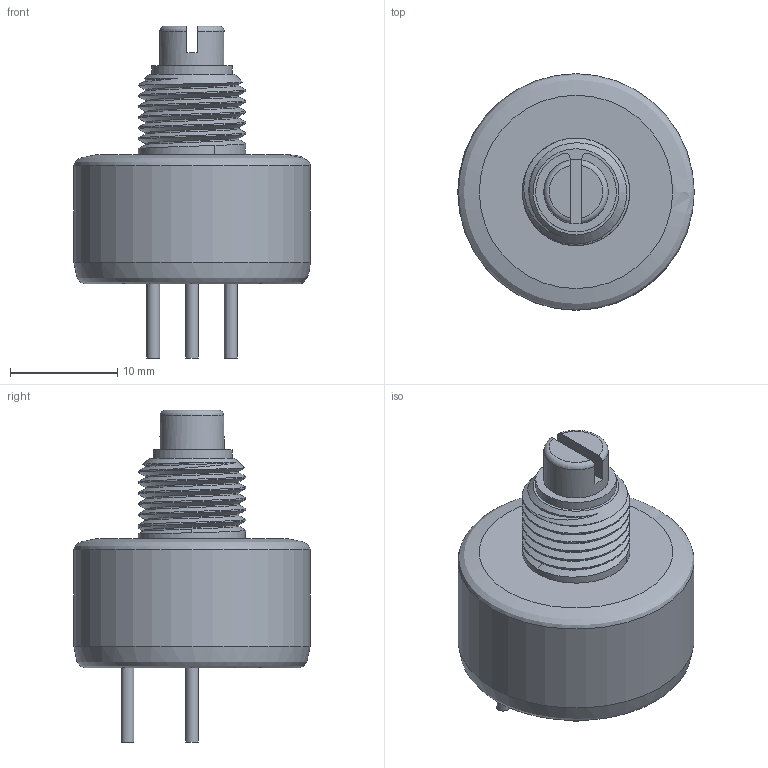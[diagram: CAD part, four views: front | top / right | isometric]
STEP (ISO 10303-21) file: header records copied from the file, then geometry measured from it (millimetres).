
FILE_DESCRIPTION(('STEP AP214'), '1');
FILE_NAME('SP4-2M', '', ('UNSPECIFIED'), ('UNSPECIFIED'), 'ASCON STEP Converter 1.3', 'ASCON Math Kernel', '');
FILE_SCHEMA(('AUTOMOTIVE_DESIGN { 1 0 10303 214 3 1 1}'));
Length unit declared in the file: millimetre
Bounding box: 22 x 22 x 30.9 mm (x, y, z)
Volume: 5140.4 mm3; surface area: 3218.6 mm2
Topology: 7 solids, 7 shells, 66 faces, 139 edges, 91 vertices
Faces by surface type: cylinder 32, plane 24, bspline 7, torus 2, cone 1
Full cylindrical faces by diameter (mm): 1.2 x3, 5 x1, 6 x3, 20 x2, 22 x1
Entity records: 5857 total; most frequent: CARTESIAN_POINT 3942, ORIENTED_EDGE 252, DIRECTION 246, EDGE_CURVE 126, AXIS2_PLACEMENT_3D 104, VERTEX_POINT 91, EDGE_LOOP 83, COLOUR_RGB 73
